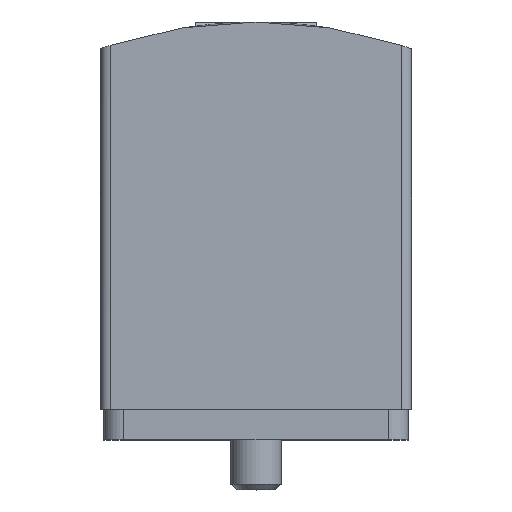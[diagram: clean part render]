
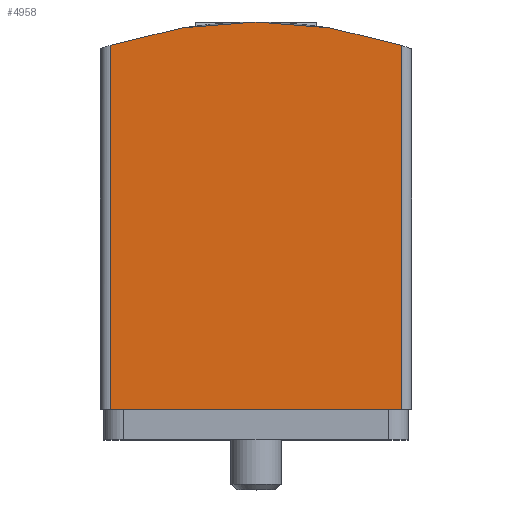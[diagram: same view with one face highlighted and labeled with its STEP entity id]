
A CAD part, top view. The second image highlights one B-rep face of the part: STEP entity #4958.
In plain terms, the highlighted planar face has unit normal (0, 0, 1).
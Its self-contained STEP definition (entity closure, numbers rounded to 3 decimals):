
#91=LINE('',#6517,#490);
#197=LINE('',#6901,#596);
#198=LINE('',#6902,#597);
#490=VECTOR('',#5467,1000.);
#596=VECTOR('',#5795,1000.);
#597=VECTOR('',#5796,1000.);
#1115=ORIENTED_EDGE('',*,*,#2133,.F.);
#1116=ORIENTED_EDGE('',*,*,#1998,.T.);
#1117=ORIENTED_EDGE('',*,*,#2134,.T.);
#1118=ORIENTED_EDGE('',*,*,#1952,.T.);
#1952=EDGE_CURVE('',#2481,#2480,#91,.T.);
#1998=EDGE_CURVE('',#2522,#2523,#2853,.F.);
#2133=EDGE_CURVE('',#2522,#2480,#197,.T.);
#2134=EDGE_CURVE('',#2523,#2481,#198,.T.);
#2480=VERTEX_POINT('',#6516);
#2481=VERTEX_POINT('',#6518);
#2522=VERTEX_POINT('',#6611);
#2523=VERTEX_POINT('',#6612);
#2853=CIRCLE('',#5161,23.25);
#2986=EDGE_LOOP('',(#1115,#1116,#1117,#1118));
#3207=FACE_BOUND('',#2986,.T.);
#3406=PLANE('',#5239);
#4958=ADVANCED_FACE('',(#3207),#3406,.F.);
#5161=AXIS2_PLACEMENT_3D('',#6610,#5551,#5552);
#5239=AXIS2_PLACEMENT_3D('',#6900,#5793,#5794);
#5467=DIRECTION('',(1.,0.,0.));
#5551=DIRECTION('',(0.,0.,-1.));
#5552=DIRECTION('',(-1.,0.,0.));
#5793=DIRECTION('',(0.,0.,-1.));
#5794=DIRECTION('',(-1.,0.,0.));
#5795=DIRECTION('',(0.,-1.,0.));
#5796=DIRECTION('',(0.,-1.,0.));
#6516=CARTESIAN_POINT('',(7.25,0.,8.));
#6517=CARTESIAN_POINT('',(-7.25,0.,8.));
#6518=CARTESIAN_POINT('',(-7.25,0.,8.));
#6610=CARTESIAN_POINT('',(0.,-3.95,8.));
#6611=CARTESIAN_POINT('',(7.25,18.141,8.));
#6612=CARTESIAN_POINT('',(-7.25,18.141,8.));
#6900=CARTESIAN_POINT('',(-7.25,19.3,8.));
#6901=CARTESIAN_POINT('',(7.25,19.3,8.));
#6902=CARTESIAN_POINT('',(-7.25,19.3,8.));
